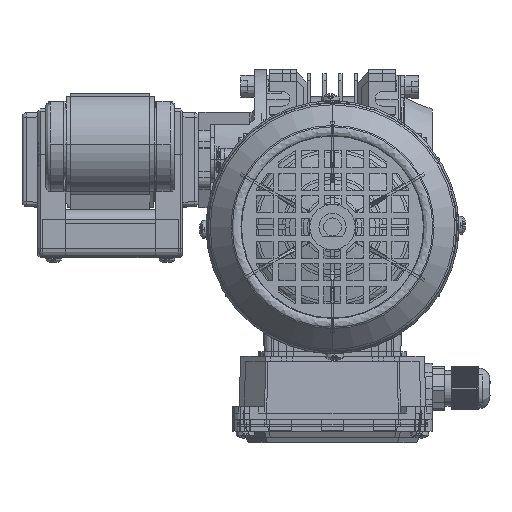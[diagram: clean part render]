
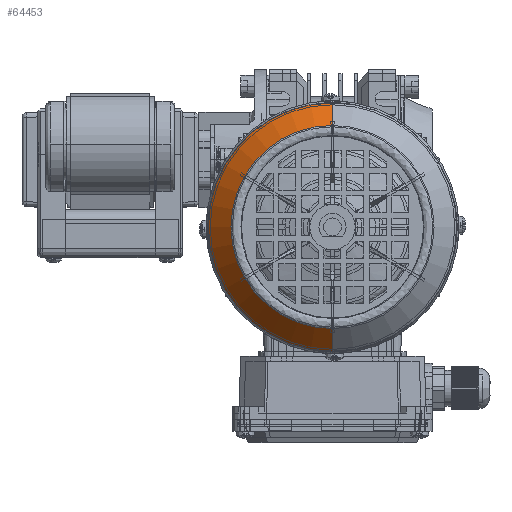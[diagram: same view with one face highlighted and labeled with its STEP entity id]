
A CAD part, top view. The second image highlights one B-rep face of the part: STEP entity #64453.
In plain terms, the highlighted conical face has half-angle 43.036 degrees and reference radius 54.8 mm.
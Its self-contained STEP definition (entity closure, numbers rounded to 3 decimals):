
#3265 = EDGE_LOOP ( 'NONE', ( #49286, #50887, #33122, #9115 ) ) ;
#9115 = ORIENTED_EDGE ( 'NONE', *, *, #146036, .F. ) ;
#14144 = DIRECTION ( 'NONE',  ( 0.001, 1., 0. ) ) ;
#22203 = CARTESIAN_POINT ( 'NONE',  ( 118.1, -30., 114.984 ) ) ;
#23145 = DIRECTION ( 'NONE',  ( 0., 0., -1. ) ) ;
#28677 = DIRECTION ( 'NONE',  ( 0., 0., -1. ) ) ;
#33122 = ORIENTED_EDGE ( 'NONE', *, *, #136002, .T. ) ;
#41931 = DIRECTION ( 'NONE',  ( 0.001, 1., 0. ) ) ;
#43330 = DIRECTION ( 'NONE',  ( -0.001, -0.682, -0.731 ) ) ;
#49286 = ORIENTED_EDGE ( 'NONE', *, *, #49575, .F. ) ;
#49575 = EDGE_CURVE ( 'NONE', #147430, #170866, #98689, .T. ) ;
#50887 = ORIENTED_EDGE ( 'NONE', *, *, #147634, .T. ) ;
#52310 = CARTESIAN_POINT ( 'NONE',  ( 118.026, -84.8, 104.315 ) ) ;
#64453 = ADVANCED_FACE ( 'NONE', ( #144661 ), #178032, .T. ) ;
#68214 = CARTESIAN_POINT ( 'NONE',  ( 118.1, -30., 104.315 ) ) ;
#72376 = DIRECTION ( 'NONE',  ( 0., 0., -1. ) ) ;
#72407 = CARTESIAN_POINT ( 'NONE',  ( 118.174, 24.8, 104.315 ) ) ;
#90863 = VECTOR ( 'NONE', #170269, 1000. ) ;
#98689 = LINE ( 'NONE', #172029, #144906 ) ;
#100350 = VERTEX_POINT ( 'NONE', #72407 ) ;
#116051 = AXIS2_PLACEMENT_3D ( 'NONE', #68214, #28677, #41931 ) ;
#131479 = AXIS2_PLACEMENT_3D ( 'NONE', #22203, #23145, #138664 ) ;
#136002 = EDGE_CURVE ( 'NONE', #149354, #100350, #185252, .T. ) ;
#138664 = DIRECTION ( 'NONE',  ( 0.001, 1., 0. ) ) ;
#142818 = CARTESIAN_POINT ( 'NONE',  ( 118.1, -30., 104.315 ) ) ;
#144661 = FACE_OUTER_BOUND ( 'NONE', #3265, .T. ) ;
#144906 = VECTOR ( 'NONE', #43330, 1000. ) ;
#146036 = EDGE_CURVE ( 'NONE', #170866, #100350, #176152, .T. ) ;
#147430 = VERTEX_POINT ( 'NONE', #163202 ) ;
#147634 = EDGE_CURVE ( 'NONE', #147430, #149354, #182615, .T. ) ;
#149354 = VERTEX_POINT ( 'NONE', #159392 ) ;
#152376 = CARTESIAN_POINT ( 'NONE',  ( 118.174, 24.8, 104.315 ) ) ;
#159392 = CARTESIAN_POINT ( 'NONE',  ( 118.161, 14.839, 114.984 ) ) ;
#159852 = AXIS2_PLACEMENT_3D ( 'NONE', #142818, #72376, #14144 ) ;
#163202 = CARTESIAN_POINT ( 'NONE',  ( 118.039, -74.839, 114.984 ) ) ;
#170269 = DIRECTION ( 'NONE',  ( 0.001, 0.682, -0.731 ) ) ;
#170866 = VERTEX_POINT ( 'NONE', #52310 ) ;
#172029 = CARTESIAN_POINT ( 'NONE',  ( 118.026, -84.8, 104.315 ) ) ;
#176152 = CIRCLE ( 'NONE', #116051, 54.8 ) ;
#178032 = CONICAL_SURFACE ( 'NONE', #159852, 54.8, 0.751 ) ;
#182615 = CIRCLE ( 'NONE', #131479, 44.839 ) ;
#185252 = LINE ( 'NONE', #152376, #90863 ) ;
